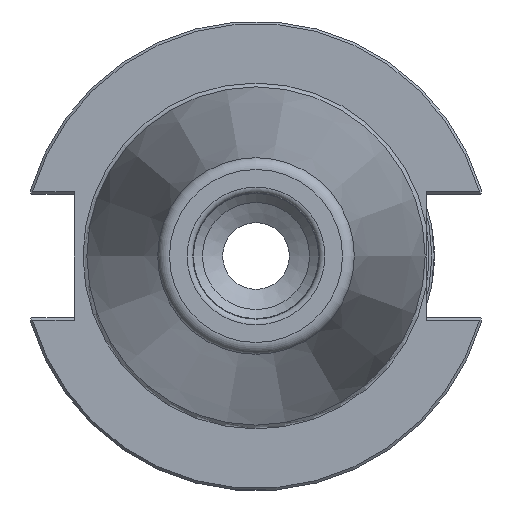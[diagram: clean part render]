
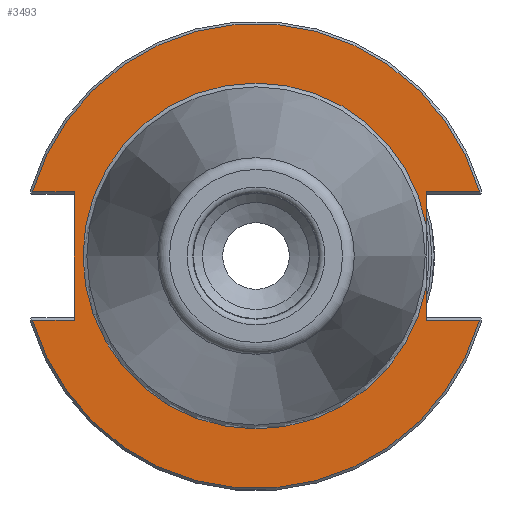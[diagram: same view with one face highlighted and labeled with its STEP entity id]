
A CAD part, left-side view. The second image highlights one B-rep face of the part: STEP entity #3493.
In plain terms, the highlighted planar face has unit normal (-1, 0, 0).
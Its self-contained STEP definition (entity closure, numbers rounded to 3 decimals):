
#256=PLANE('',#3769);
#380=FACE_OUTER_BOUND('',#566,.T.);
#566=EDGE_LOOP('',(#2718,#2719,#2720,#2721,#2722,#2723,#2724,#2725,#2726,
#2727,#2728));
#792=LINE('',#6280,#1001);
#795=LINE('',#6339,#1004);
#796=LINE('',#6345,#1005);
#797=LINE('',#6347,#1006);
#798=LINE('',#6351,#1007);
#799=LINE('',#6353,#1008);
#800=LINE('',#6354,#1009);
#1001=VECTOR('',#4411,10.);
#1004=VECTOR('',#4430,10.);
#1005=VECTOR('',#4435,10.);
#1006=VECTOR('',#4436,10.);
#1007=VECTOR('',#4439,10.);
#1008=VECTOR('',#4440,10.);
#1009=VECTOR('',#4441,10.);
#1172=CIRCLE('',#3767,48.25);
#1174=CIRCLE('',#3770,35.9);
#1175=CIRCLE('',#3771,35.9);
#1176=CIRCLE('',#3772,48.25);
#1494=VERTEX_POINT('',#6277);
#1495=VERTEX_POINT('',#6279);
#1503=VERTEX_POINT('',#6326);
#1506=VERTEX_POINT('',#6338);
#1507=VERTEX_POINT('',#6340);
#1508=VERTEX_POINT('',#6342);
#1509=VERTEX_POINT('',#6344);
#1510=VERTEX_POINT('',#6346);
#1511=VERTEX_POINT('',#6348);
#1512=VERTEX_POINT('',#6350);
#1513=VERTEX_POINT('',#6352);
#1954=EDGE_CURVE('',#1494,#1495,#792,.T.);
#1966=EDGE_CURVE('',#1495,#1503,#1172,.T.);
#1970=EDGE_CURVE('',#1494,#1506,#795,.T.);
#1971=EDGE_CURVE('',#1506,#1507,#1174,.T.);
#1972=EDGE_CURVE('',#1507,#1508,#1175,.T.);
#1973=EDGE_CURVE('',#1508,#1509,#796,.T.);
#1974=EDGE_CURVE('',#1510,#1509,#797,.T.);
#1975=EDGE_CURVE('',#1511,#1510,#1176,.T.);
#1976=EDGE_CURVE('',#1512,#1511,#798,.T.);
#1977=EDGE_CURVE('',#1512,#1513,#799,.T.);
#1978=EDGE_CURVE('',#1503,#1513,#800,.T.);
#2718=ORIENTED_EDGE('',*,*,#1954,.F.);
#2719=ORIENTED_EDGE('',*,*,#1970,.T.);
#2720=ORIENTED_EDGE('',*,*,#1971,.T.);
#2721=ORIENTED_EDGE('',*,*,#1972,.T.);
#2722=ORIENTED_EDGE('',*,*,#1973,.T.);
#2723=ORIENTED_EDGE('',*,*,#1974,.F.);
#2724=ORIENTED_EDGE('',*,*,#1975,.F.);
#2725=ORIENTED_EDGE('',*,*,#1976,.F.);
#2726=ORIENTED_EDGE('',*,*,#1977,.T.);
#2727=ORIENTED_EDGE('',*,*,#1978,.F.);
#2728=ORIENTED_EDGE('',*,*,#1966,.F.);
#3493=ADVANCED_FACE('',(#380),#256,.T.);
#3767=AXIS2_PLACEMENT_3D('',#6327,#4424,#4425);
#3769=AXIS2_PLACEMENT_3D('',#6337,#4428,#4429);
#3770=AXIS2_PLACEMENT_3D('',#6341,#4431,#4432);
#3771=AXIS2_PLACEMENT_3D('',#6343,#4433,#4434);
#3772=AXIS2_PLACEMENT_3D('',#6349,#4437,#4438);
#4411=DIRECTION('',(0.,-1.,0.));
#4424=DIRECTION('center_axis',(1.,0.,0.));
#4425=DIRECTION('ref_axis',(0.,0.,-1.));
#4428=DIRECTION('center_axis',(-1.,0.,0.));
#4429=DIRECTION('ref_axis',(0.,0.,1.));
#4430=DIRECTION('',(0.,0.,1.));
#4431=DIRECTION('center_axis',(1.,0.,0.));
#4432=DIRECTION('ref_axis',(0.,0.,-1.));
#4433=DIRECTION('center_axis',(1.,0.,0.));
#4434=DIRECTION('ref_axis',(0.,0.,-1.));
#4435=DIRECTION('',(0.,0.,1.));
#4436=DIRECTION('',(0.,1.,0.));
#4437=DIRECTION('center_axis',(1.,0.,0.));
#4438=DIRECTION('ref_axis',(0.,0.,-1.));
#4439=DIRECTION('',(0.,1.,0.));
#4440=DIRECTION('',(0.,0.,-1.));
#4441=DIRECTION('',(0.,-1.,0.));
#6277=CARTESIAN_POINT('',(3.175,-35.3,-13.325));
#6279=CARTESIAN_POINT('',(3.175,-46.373,-13.325));
#6280=CARTESIAN_POINT('',(3.175,-13.707,-13.325));
#6326=CARTESIAN_POINT('',(3.175,46.373,-13.325));
#6327=CARTESIAN_POINT('Origin',(3.175,0.,0.));
#6337=CARTESIAN_POINT('Origin',(3.175,48.25,0.));
#6338=CARTESIAN_POINT('',(3.175,-35.3,-6.536));
#6339=CARTESIAN_POINT('',(3.175,-35.3,-6.413));
#6340=CARTESIAN_POINT('',(3.175,0.,35.9));
#6341=CARTESIAN_POINT('Origin',(3.175,0.,0.));
#6342=CARTESIAN_POINT('',(3.175,-35.3,6.536));
#6343=CARTESIAN_POINT('Origin',(3.175,0.,0.));
#6344=CARTESIAN_POINT('',(3.175,-35.3,13.325));
#6345=CARTESIAN_POINT('',(3.175,-35.3,-6.413));
#6346=CARTESIAN_POINT('',(3.175,-46.373,13.325));
#6347=CARTESIAN_POINT('',(3.175,6.475,13.325));
#6348=CARTESIAN_POINT('',(3.175,46.373,13.325));
#6349=CARTESIAN_POINT('Origin',(3.175,0.,0.));
#6350=CARTESIAN_POINT('',(3.175,37.7,13.325));
#6351=CARTESIAN_POINT('',(3.175,61.395,13.325));
#6352=CARTESIAN_POINT('',(3.175,37.7,-13.325));
#6353=CARTESIAN_POINT('',(3.175,37.7,6.413));
#6354=CARTESIAN_POINT('',(3.175,42.975,-13.325));
